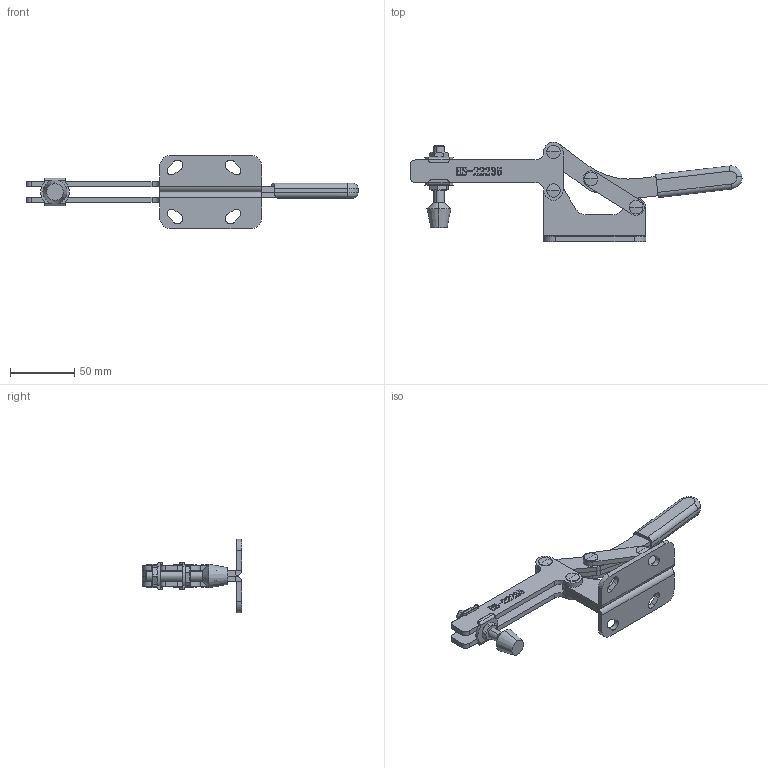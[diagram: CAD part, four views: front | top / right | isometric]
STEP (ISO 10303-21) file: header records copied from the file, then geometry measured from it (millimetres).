
FILE_DESCRIPTION (( 'STEP AP203' ), '1' );
FILE_NAME ('HS-22235 .STEP', '2019-10-15T05:51:07', ( '微软用户' ), ( '微软中国' ), 'SwSTEP 2.0', 'SolidWorks 2012', '' );
FILE_SCHEMA (( 'CONFIG_CONTROL_DESIGN' ));
Length unit declared in the file: millimetre
Products named in the file (13): HS-22235 ; FW-516; hex thin nuts-grades ab-chamfered gb_GB_FASTENER_NUT_STNAB M8-N; hexagon head bolts-full thread gb_GB_FASTENER_BOLT_STBAB A M8X55-N; 揤輸; 揤參; 种; 忒梟; 忒參; 蟀裝; 菁釱酘; 菁釱衵
Assembly tree (18 placements, depth 2):
  HS-22235 
    菁釱衵
    菁釱酘
    蟀裝  x2
    忒參
    忒梟
    揤參
    种  x4
    揤參
    揤輸
    hexagon head bolts-full thread gb_GB_FASTENER_BOLT_STBAB A M8X55-N
    hex thin nuts-grades ab-chamfered gb_GB_FASTENER_NUT_STNAB M8-N  x2
    FW-516  x2
Bounding box: 258.22 x 77.25 x 57.2 mm (x, y, z)
Volume: 91865.1 mm3; surface area: 62295.7 mm2
Topology: 19 solids, 19 shells, 704 faces, 1853 edges, 1218 vertices
Faces by surface type: plane 345, bspline 155, cylinder 154, cone 30, sphere 16, torus 4
Entity records: 28324 total; most frequent: CARTESIAN_POINT 12227, ORIENTED_EDGE 3292, DIRECTION 2524, EDGE_CURVE 1646, VERTEX_POINT 1082, LINE 1022, VECTOR 1022, AXIS2_PLACEMENT_3D 751
